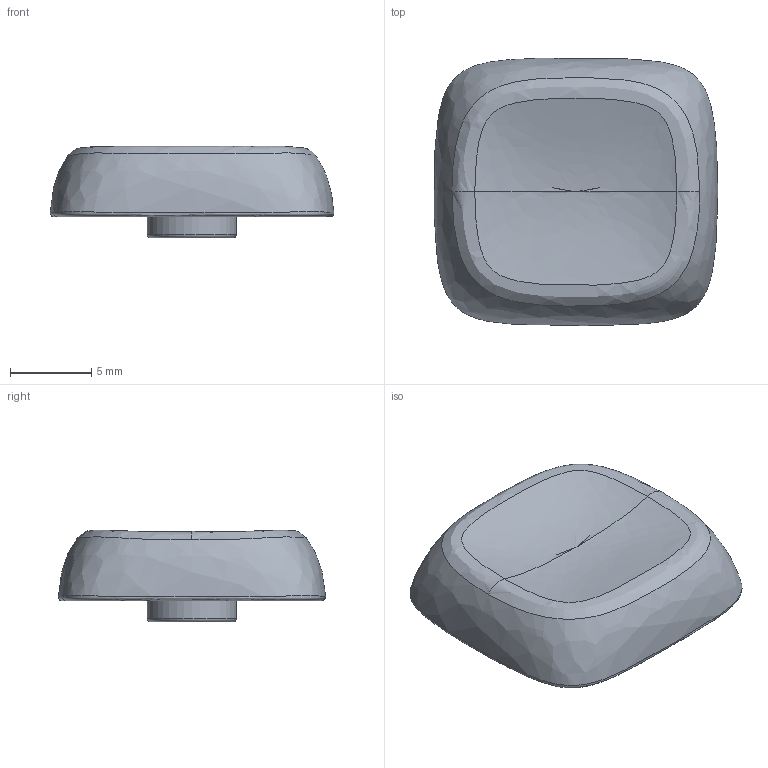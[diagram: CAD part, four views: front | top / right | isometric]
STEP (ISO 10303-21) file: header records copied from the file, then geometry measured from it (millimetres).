
FILE_DESCRIPTION(('FreeCAD Model'),'2;1');
FILE_NAME('Open CASCADE Shape Model','2025-03-29T23:16:08',(''),(''), 'Open CASCADE STEP processor 7.8','FreeCAD','Unknown');
FILE_SCHEMA(('AUTOMOTIVE_DESIGN { 1 0 10303 214 1 1 1 1 }'));
Length unit declared in the file: millimetre
Products named in the file (3): Normal___MX_choc_spaced; Slice.1; Slice.0
Assembly tree (2 placements, depth 2):
  Normal___MX_choc_spaced
    Slice.1
    Slice.0
Bounding box: 17.47 x 16.47 x 5.65 mm (x, y, z)
Volume: 601.6 mm3; surface area: 907.7 mm2
Topology: 2 solids, 2 shells, 51 faces, 173 edges, 128 vertices
Faces by surface type: plane 19, cylinder 17, bspline 13, torus 2
Full cylindrical faces by diameter (mm): 5.5 x1
Entity records: 7016 total; most frequent: CARTESIAN_POINT 5506, ORIENTED_EDGE 342, DIRECTION 258, EDGE_CURVE 171, VERTEX_POINT 128, AXIS2_PLACEMENT_3D 96, LINE 66, VECTOR 66
